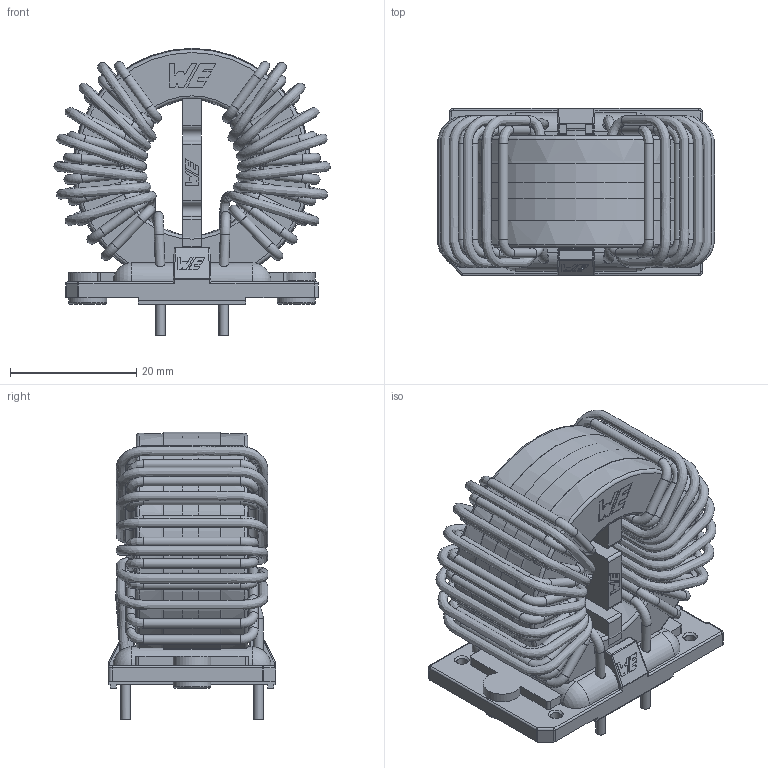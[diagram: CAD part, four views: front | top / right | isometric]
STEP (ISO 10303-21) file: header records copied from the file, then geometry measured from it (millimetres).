
FILE_DESCRIPTION(/* description */ ('Unknown'),/* implementation_level */ '2;1');
FILE_NAME(/* name */ '7448061309_Rev1.1',/* time_stamp */ '2024-01-10T15:53:25+01:00',/* author */ ('Unknown'),/* organization */ ('Unknown'),/* preprocessor_version */ 'ST-DEVELOPER v16.7',/* originating_system */ 'Solid Edge',/* authorisation */ 'Unknown');
FILE_SCHEMA (('AUTOMOTIVE_DESIGN {1 0 10303 214 3 1 1}'));
Length unit declared in the file: millimetre
Products named in the file (10): 7448061309; CASE-T3424_Rev1; CASE-T3424-A_Rev1.1; CORE-342415_Rev1.1; CASE-T3424-B_Rev1.1; t36-base_Rev1.1; turns; spacer-2320-1_Rev1.1; Glue; Tape
Assembly tree (9 placements, depth 3):
  7448061309
    CASE-T3424_Rev1
      CASE-T3424-A_Rev1.1
      CORE-342415_Rev1.1
      CASE-T3424-B_Rev1.1
    t36-base_Rev1.1
    turns
    spacer-2320-1_Rev1.1
    Glue
    Tape
Bounding box: 43.81 x 26.5 x 45.45 mm (x, y, z)
Volume: 21096.4 mm3; surface area: 32382 mm2
Topology: 9 solids, 9 shells, 835 faces, 2127 edges, 1315 vertices
Faces by surface type: plane 414, cylinder 241, torus 77, bspline 54, cone 27, sphere 22
Full cylindrical faces by diameter (mm): 1.5 x100, 1.7 x12, 2.4 x4, 6 x2, 21.5 x1, 23.4 x2, 24 x1, 34 x1, 34.8 x2, 37.5 x1, 37.6 x1, 37.7 x1
Entity records: 62273 total; most frequent: CARTESIAN_POINT 40956, DIRECTION 3908, ORIENTED_EDGE 3594, EDGE_CURVE 1797, AXIS2_PLACEMENT_3D 1368, VERTEX_POINT 1272, EDGE_LOOP 1179, FACE_BOUND 1179
